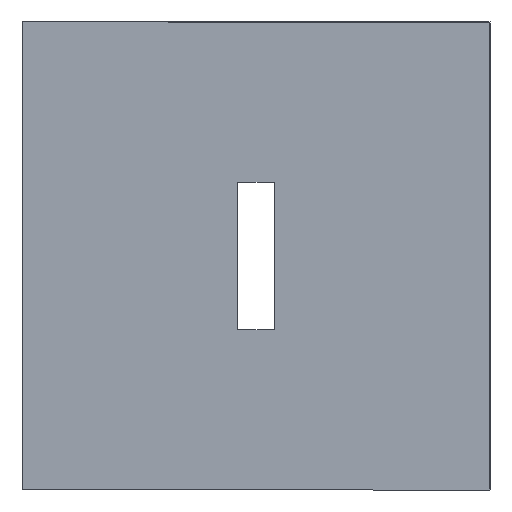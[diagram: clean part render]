
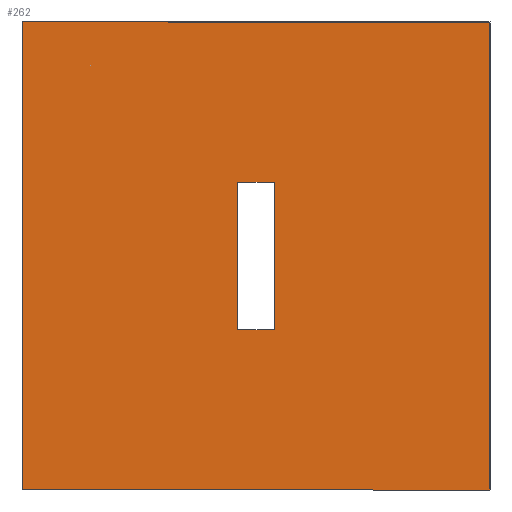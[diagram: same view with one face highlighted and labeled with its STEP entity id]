
A CAD part, left-side view. The second image highlights one B-rep face of the part: STEP entity #262.
In plain terms, the highlighted planar face has unit normal (-1, 0, 0).
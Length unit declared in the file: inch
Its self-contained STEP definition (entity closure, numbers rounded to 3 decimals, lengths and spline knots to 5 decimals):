
#11 = CARTESIAN_POINT ( 'NONE',  ( 0., 0.25, 0.25 ) ) ;
#14 = LINE ( 'NONE', #464, #163 ) ;
#21 = CARTESIAN_POINT ( 'NONE',  ( 0., -0.01969, 0.07874 ) ) ;
#35 = LINE ( 'NONE', #628, #609 ) ;
#37 = EDGE_CURVE ( 'NONE', #79, #605, #465, .T. ) ;
#44 = ORIENTED_EDGE ( 'NONE', *, *, #140, .F. ) ;
#61 = EDGE_CURVE ( 'NONE', #103, #488, #619, .T. ) ;
#70 = VECTOR ( 'NONE', #272, 39.37008 ) ;
#73 = LINE ( 'NONE', #122, #621 ) ;
#79 = VERTEX_POINT ( 'NONE', #253 ) ;
#82 = CARTESIAN_POINT ( 'NONE',  ( 0., 0.01969, 0.07874 ) ) ;
#88 = EDGE_CURVE ( 'NONE', #488, #567, #444, .T. ) ;
#97 = DIRECTION ( 'NONE',  ( 0., 0., -1. ) ) ;
#103 = VERTEX_POINT ( 'NONE', #644 ) ;
#104 = PLANE ( 'NONE',  #636 ) ;
#119 = ORIENTED_EDGE ( 'NONE', *, *, #88, .F. ) ;
#122 = CARTESIAN_POINT ( 'NONE',  ( 0., 0.01969, -0.07874 ) ) ;
#128 = CARTESIAN_POINT ( 'NONE',  ( 0., -0.01969, -0.07874 ) ) ;
#130 = DIRECTION ( 'NONE',  ( 0., 1., 0. ) ) ;
#140 = EDGE_CURVE ( 'NONE', #575, #103, #35, .T. ) ;
#146 = VECTOR ( 'NONE', #249, 39.37008 ) ;
#160 = LINE ( 'NONE', #455, #432 ) ;
#163 = VECTOR ( 'NONE', #418, 39.37008 ) ;
#171 = CARTESIAN_POINT ( 'NONE',  ( 0., -0.25, 0.25 ) ) ;
#183 = ORIENTED_EDGE ( 'NONE', *, *, #61, .F. ) ;
#186 = LINE ( 'NONE', #82, #146 ) ;
#205 = ORIENTED_EDGE ( 'NONE', *, *, #405, .F. ) ;
#238 = EDGE_LOOP ( 'NONE', ( #183, #44, #205, #119 ) ) ;
#249 = DIRECTION ( 'NONE',  ( 0., 0., 1. ) ) ;
#253 = CARTESIAN_POINT ( 'NONE',  ( 0., -0.01969, 0.07874 ) ) ;
#255 = ORIENTED_EDGE ( 'NONE', *, *, #501, .T. ) ;
#262 = ADVANCED_FACE ( 'NONE', ( #459, #492 ), #104, .F. ) ;
#264 = ORIENTED_EDGE ( 'NONE', *, *, #37, .T. ) ;
#272 = DIRECTION ( 'NONE',  ( 0., 0., -1. ) ) ;
#282 = VECTOR ( 'NONE', #130, 39.37008 ) ;
#316 = DIRECTION ( 'NONE',  ( 0., 0., -1. ) ) ;
#320 = DIRECTION ( 'NONE',  ( 0., -1., 0. ) ) ;
#341 = CARTESIAN_POINT ( 'NONE',  ( 0., 0.25, 0.25 ) ) ;
#372 = CARTESIAN_POINT ( 'NONE',  ( 0., 0.25, -0.25 ) ) ;
#393 = VERTEX_POINT ( 'NONE', #611 ) ;
#405 = EDGE_CURVE ( 'NONE', #567, #575, #160, .T. ) ;
#418 = DIRECTION ( 'NONE',  ( 0., -1., 0. ) ) ;
#421 = DIRECTION ( 'NONE',  ( 0., 1., 0. ) ) ;
#432 = VECTOR ( 'NONE', #320, 39.37008 ) ;
#437 = EDGE_CURVE ( 'NONE', #652, #79, #14, .T. ) ;
#442 = ORIENTED_EDGE ( 'NONE', *, *, #601, .T. ) ;
#444 = LINE ( 'NONE', #341, #515 ) ;
#455 = CARTESIAN_POINT ( 'NONE',  ( 0., 0.25, 0.25 ) ) ;
#459 = FACE_BOUND ( 'NONE', #633, .T. ) ;
#464 = CARTESIAN_POINT ( 'NONE',  ( 0., 0.01969, 0.07874 ) ) ;
#465 = LINE ( 'NONE', #21, #70 ) ;
#488 = VERTEX_POINT ( 'NONE', #372 ) ;
#492 = FACE_OUTER_BOUND ( 'NONE', #238, .T. ) ;
#501 = EDGE_CURVE ( 'NONE', #605, #393, #73, .T. ) ;
#515 = VECTOR ( 'NONE', #577, 39.37008 ) ;
#524 = ORIENTED_EDGE ( 'NONE', *, *, #437, .T. ) ;
#552 = CARTESIAN_POINT ( 'NONE',  ( 0., 0., 0. ) ) ;
#567 = VERTEX_POINT ( 'NONE', #11 ) ;
#575 = VERTEX_POINT ( 'NONE', #171 ) ;
#577 = DIRECTION ( 'NONE',  ( 0., 0., 1. ) ) ;
#601 = EDGE_CURVE ( 'NONE', #393, #652, #186, .T. ) ;
#603 = DIRECTION ( 'NONE',  ( 1., 0., 0. ) ) ;
#605 = VERTEX_POINT ( 'NONE', #128 ) ;
#609 = VECTOR ( 'NONE', #97, 39.37008 ) ;
#611 = CARTESIAN_POINT ( 'NONE',  ( 0., 0.01969, -0.07874 ) ) ;
#619 = LINE ( 'NONE', #630, #282 ) ;
#621 = VECTOR ( 'NONE', #421, 39.37008 ) ;
#628 = CARTESIAN_POINT ( 'NONE',  ( 0., -0.25, 0.25 ) ) ;
#630 = CARTESIAN_POINT ( 'NONE',  ( 0., 0.25, -0.25 ) ) ;
#633 = EDGE_LOOP ( 'NONE', ( #264, #255, #442, #524 ) ) ;
#636 = AXIS2_PLACEMENT_3D ( 'NONE', #552, #603, #316 ) ;
#644 = CARTESIAN_POINT ( 'NONE',  ( 0., -0.25, -0.25 ) ) ;
#645 = CARTESIAN_POINT ( 'NONE',  ( 0., 0.01969, 0.07874 ) ) ;
#652 = VERTEX_POINT ( 'NONE', #645 ) ;
